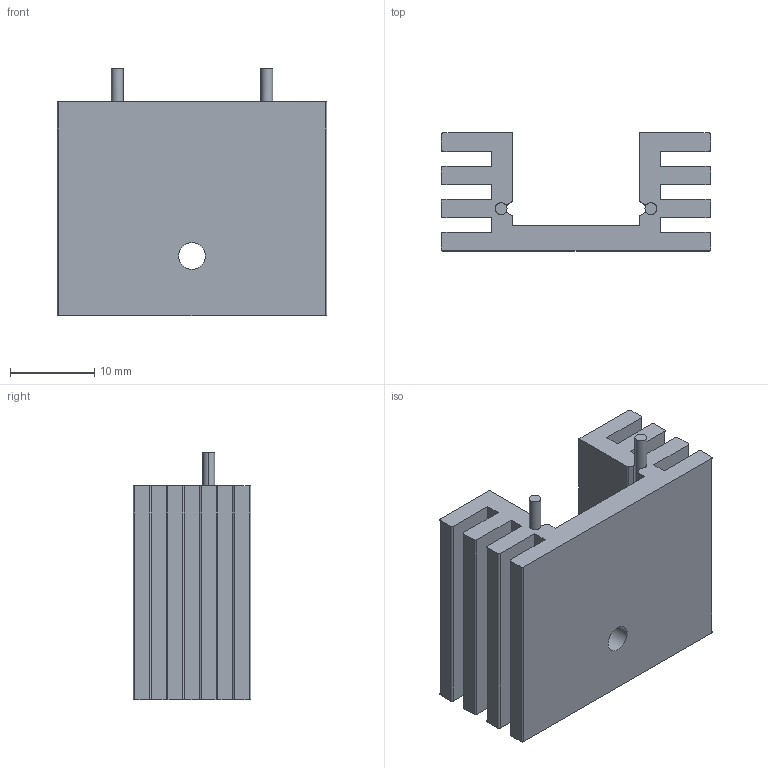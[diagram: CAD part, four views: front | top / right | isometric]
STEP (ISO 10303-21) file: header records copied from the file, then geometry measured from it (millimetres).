
FILE_DESCRIPTION (( 'STEP AP214' ), '1' );
FILE_NAME ('CUI_DEVICES_HSE-B20254-040H.step', '2019-10-25T17:20:09', ( '' ), ( '' ), 'SwSTEP 2.0', 'SolidWorks 2019', '' );
FILE_SCHEMA (( 'AUTOMOTIVE_DESIGN' ));
Length unit declared in the file: inch
Products named in the file (1): CUI_DEVICES_HSE-B20254-040H
Bounding box: 32 x 14 x 29.4 mm (x, y, z)
Volume: 5449.4 mm3; surface area: 5317.7 mm2
Topology: 1 solids, 1 shells, 77 faces, 221 edges, 146 vertices
Faces by surface type: plane 44, cylinder 33
Entity records: 2681 total; most frequent: DIRECTION 447, CARTESIAN_POINT 445, ORIENTED_EDGE 442, EDGE_CURVE 221, LINE 151, VECTOR 151, AXIS2_PLACEMENT_3D 148, VERTEX_POINT 146
